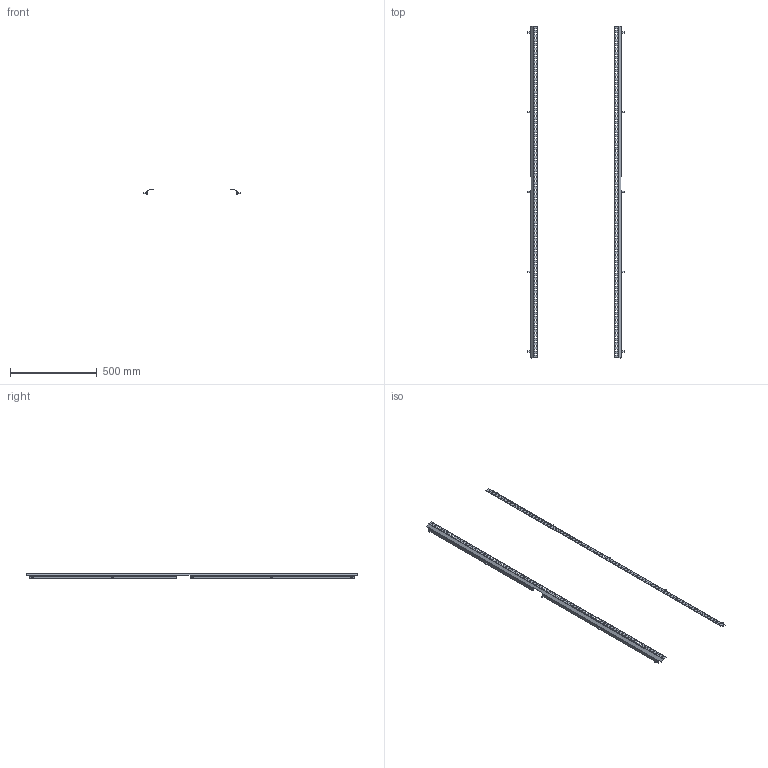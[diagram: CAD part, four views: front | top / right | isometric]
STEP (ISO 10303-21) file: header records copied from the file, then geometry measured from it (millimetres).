
FILE_DESCRIPTION (( 'STEP AP214' ), '1' );
FILE_NAME ('FPH2 Äåðæàòåëü ïëàñòðîíîâ_èçâ0097_03.20.step', '2020-11-05T18:12:10', ( '' ), ( '' ), 'SwSTEP 2.0', 'SolidWorks 2019', '' );
FILE_SCHEMA (( 'AUTOMOTIVE_DESIGN' ));
Length unit declared in the file: millimetre
Products named in the file (16): Âèíò ñàìîíàðåçàþùèé Ì6 DIN 7516À; AVT001.00.02.01 Äåðæàòåëü ïëàñòðîíîâ_èçâ0134_10.20_-01; AVT001.00.02.01 Äåðæàòåëü ïëàñòðîíîâ_èçâ0134_10.20; Âèíò ñàìîíàðåçàþùèé Ì6 DIN 7516À_6å16; AVT001.00.02.01 Äåðæàòåëü ïëàñòðîíîâ_èçâ0134_10.20_00; FPH2 Äåðæàòåëü ïëàñòðîíîâ_èçâ0097_03.20
Assembly tree (12 placements, depth 2):
  Âèíò ñàìîíàðåçàþùèé Ì6 DIN 7516À
  Âèíò ñàìîíàðåçàþùèé Ì6 DIN 7516À
  Âèíò ñàìîíàðåçàþùèé Ì6 DIN 7516À
  Âèíò ñàìîíàðåçàþùèé Ì6 DIN 7516À
  Âèíò ñàìîíàðåçàþùèé Ì6 DIN 7516À
Bounding box: 554 x 1915 x 33 mm (x, y, z)
Volume: 343319.5 mm3; surface area: 474495.6 mm2
Topology: 12 solids, 12 shells, 906 faces, 2584 edges, 1712 vertices
Faces by surface type: plane 814, cylinder 72, sphere 20
Entity records: 24316 total; most frequent: CARTESIAN_POINT 4219, ORIENTED_EDGE 4196, DIRECTION 3654, EDGE_CURVE 2098, VECTOR 2008, LINE 2008, VERTEX_POINT 1388, EDGE_LOOP 1042
